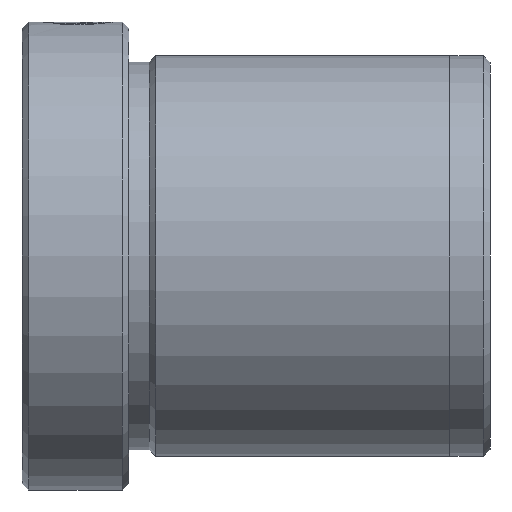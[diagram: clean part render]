
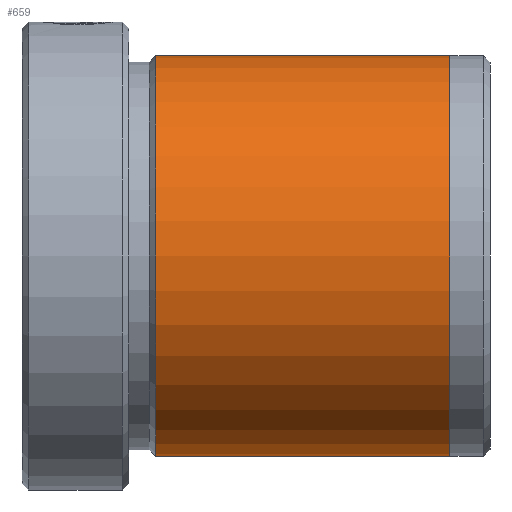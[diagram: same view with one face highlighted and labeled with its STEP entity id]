
A CAD part, left-side view. The second image highlights one B-rep face of the part: STEP entity #659.
In plain terms, the highlighted cylindrical face has radius 15 mm (diameter 30 mm), a partial arc.
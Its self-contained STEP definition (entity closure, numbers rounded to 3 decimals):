
#56 = DIRECTION ( 'NONE',  ( 0., -1., 0. ) ) ;
#63 = VERTEX_POINT ( 'NONE', #516 ) ;
#162 = EDGE_LOOP ( 'NONE', ( #1261, #990, #1189, #504 ) ) ;
#192 = DIRECTION ( 'NONE',  ( 0., 1., 0. ) ) ;
#290 = CARTESIAN_POINT ( 'NONE',  ( 0., -10., -15. ) ) ;
#348 = AXIS2_PLACEMENT_3D ( 'NONE', #707, #192, #733 ) ;
#377 = CARTESIAN_POINT ( 'NONE',  ( 0., -10., 0. ) ) ;
#390 = CIRCLE ( 'NONE', #499, 15. ) ;
#453 = DIRECTION ( 'NONE',  ( 0., 1., 0. ) ) ;
#496 = DIRECTION ( 'NONE',  ( 0., 0., 1. ) ) ;
#499 = AXIS2_PLACEMENT_3D ( 'NONE', #860, #56, #991 ) ;
#504 = ORIENTED_EDGE ( 'NONE', *, *, #747, .F. ) ;
#516 = CARTESIAN_POINT ( 'NONE',  ( 0., -32., 15. ) ) ;
#573 = CARTESIAN_POINT ( 'NONE',  ( 0., 0., 15. ) ) ;
#659 = ADVANCED_FACE ( 'NONE', ( #1313 ), #904, .T. ) ;
#707 = CARTESIAN_POINT ( 'NONE',  ( 0., 0., 0. ) ) ;
#733 = DIRECTION ( 'NONE',  ( 0., 0., 1. ) ) ;
#747 = EDGE_CURVE ( 'NONE', #1322, #1287, #1634, .T. ) ;
#778 = AXIS2_PLACEMENT_3D ( 'NONE', #377, #1308, #496 ) ;
#838 = CARTESIAN_POINT ( 'NONE',  ( 0., 0., -15. ) ) ;
#860 = CARTESIAN_POINT ( 'NONE',  ( 0., -32., 0. ) ) ;
#892 = VECTOR ( 'NONE', #1095, 1000. ) ;
#904 = CYLINDRICAL_SURFACE ( 'NONE', #348, 15. ) ;
#990 = ORIENTED_EDGE ( 'NONE', *, *, #1439, .F. ) ;
#991 = DIRECTION ( 'NONE',  ( 0., 0., -1. ) ) ;
#992 = EDGE_CURVE ( 'NONE', #63, #1287, #1604, .T. ) ;
#1095 = DIRECTION ( 'NONE',  ( 0., 1., 0. ) ) ;
#1124 = LINE ( 'NONE', #838, #1200 ) ;
#1189 = ORIENTED_EDGE ( 'NONE', *, *, #992, .T. ) ;
#1200 = VECTOR ( 'NONE', #453, 1000. ) ;
#1213 = CARTESIAN_POINT ( 'NONE',  ( 0., -10., 15. ) ) ;
#1261 = ORIENTED_EDGE ( 'NONE', *, *, #1717, .F. ) ;
#1287 = VERTEX_POINT ( 'NONE', #1213 ) ;
#1308 = DIRECTION ( 'NONE',  ( 0., 1., 0. ) ) ;
#1313 = FACE_OUTER_BOUND ( 'NONE', #162, .T. ) ;
#1322 = VERTEX_POINT ( 'NONE', #290 ) ;
#1439 = EDGE_CURVE ( 'NONE', #63, #1530, #390, .T. ) ;
#1530 = VERTEX_POINT ( 'NONE', #1713 ) ;
#1604 = LINE ( 'NONE', #573, #892 ) ;
#1634 = CIRCLE ( 'NONE', #778, 15. ) ;
#1713 = CARTESIAN_POINT ( 'NONE',  ( 0., -32., -15. ) ) ;
#1717 = EDGE_CURVE ( 'NONE', #1530, #1322, #1124, .T. ) ;
